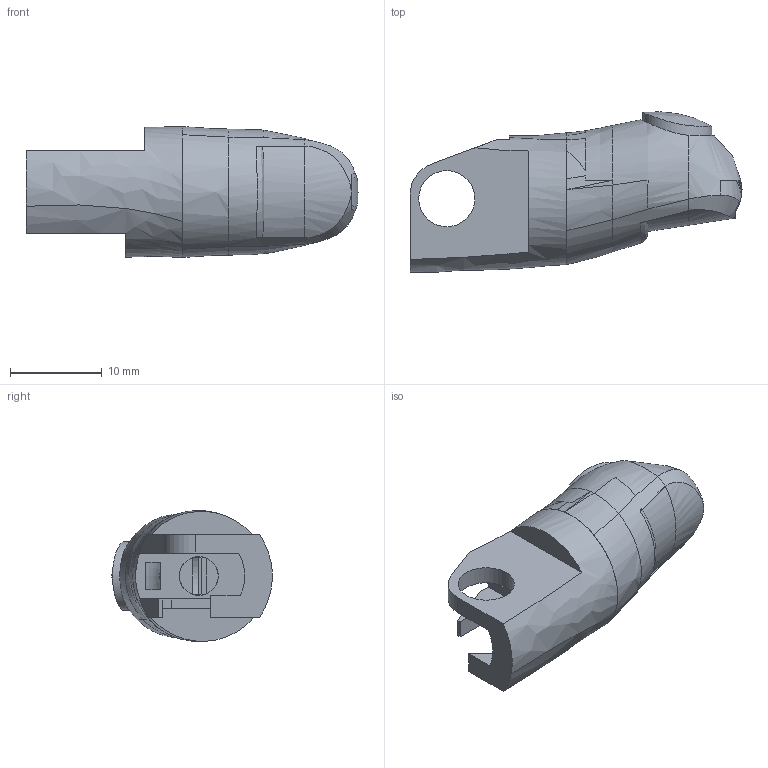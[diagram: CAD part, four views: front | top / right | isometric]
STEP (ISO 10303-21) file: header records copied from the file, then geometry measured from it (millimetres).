
FILE_DESCRIPTION(/* description */ (''),/* implementation_level */ '2;1');
FILE_NAME(/* name */ 'GenericDistalPhalanx.stp',/* time_stamp */ '2025-05-30T20:42:03-05:00',/* author */ ('Alexander'),/* organization */ (''),/* preprocessor_version */ 'ST-DEVELOPER v20',/* originating_system */ 'Autodesk Inventor 2025',/* authorisation */ '');
FILE_SCHEMA (('AUTOMOTIVE_DESIGN { 1 0 10303 214 3 1 1 }'));
Products named in the file (6): FingerGeneric; DP - D Tip; DP - D FSR Actuator; DP - D Lock; DP - D Main; DP - P Main R
Assembly tree (5 placements, depth 2):
  FingerGeneric
    DP - D Tip
    DP - D FSR Actuator
    DP - D Lock
    DP - D Main
    DP - P Main R
Bounding box: 36.1 x 17.44 x 14.23 mm (x, y, z)
Volume: 3040.2 mm3; surface area: 3323 mm2
Topology: 5 solids, 5 shells, 179 faces, 523 edges, 360 vertices
Faces by surface type: plane 114, bspline 38, cylinder 22, cone 3, torus 2
Full cylindrical faces by diameter (mm): 1.5 x1, 4.232 x1, 5.5 x1, 6.1 x1, 7.5 x1
Entity records: 12125 total; most frequent: CARTESIAN_POINT 7519, ORIENTED_EDGE 1040, DIRECTION 732, EDGE_CURVE 520, VERTEX_POINT 353, LINE 266, VECTOR 266, AXIS2_PLACEMENT_3D 233
